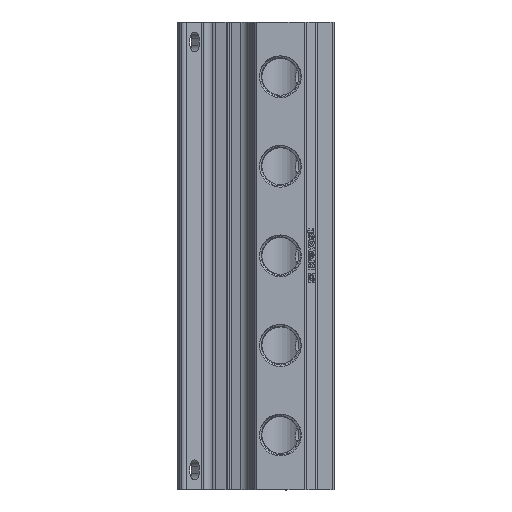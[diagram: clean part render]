
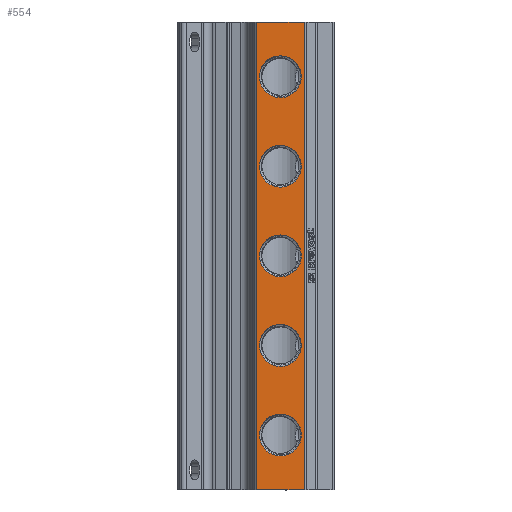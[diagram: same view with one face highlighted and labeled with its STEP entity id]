
A CAD part, top view. The second image highlights one B-rep face of the part: STEP entity #554.
In plain terms, the highlighted planar face has unit normal (0, 0, 1).
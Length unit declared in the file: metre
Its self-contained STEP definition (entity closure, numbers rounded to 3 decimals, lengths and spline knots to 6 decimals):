
#554=ADVANCED_FACE('',(#1259,#1260,#1261,#1262,#1263,#1264),#1265,.T.);
#1259=FACE_OUTER_BOUND('',#15686,.T.);
#1260=FACE_BOUND('',#15687,.T.);
#1261=FACE_BOUND('',#15688,.T.);
#1262=FACE_BOUND('',#15689,.T.);
#1263=FACE_BOUND('',#15690,.T.);
#1264=FACE_BOUND('',#15691,.T.);
#1265=PLANE('',#15692);
#15686=EDGE_LOOP('',(#27691,#27692,#27693,#27694));
#15687=EDGE_LOOP('',(#27695));
#15688=EDGE_LOOP('',(#27696));
#15689=EDGE_LOOP('',(#27697));
#15690=EDGE_LOOP('',(#27698));
#15691=EDGE_LOOP('',(#27699));
#15692=AXIS2_PLACEMENT_3D('',#27700,#27701,#27702);
#27691=ORIENTED_EDGE('',*,*,#29202,.T.);
#27692=ORIENTED_EDGE('',*,*,#28913,.T.);
#27693=ORIENTED_EDGE('',*,*,#29374,.T.);
#27694=ORIENTED_EDGE('',*,*,#29375,.T.);
#27695=ORIENTED_EDGE('',*,*,#28721,.T.);
#27696=ORIENTED_EDGE('',*,*,#29327,.T.);
#27697=ORIENTED_EDGE('',*,*,#29336,.T.);
#27698=ORIENTED_EDGE('',*,*,#29369,.T.);
#27699=ORIENTED_EDGE('',*,*,#28869,.T.);
#27700=CARTESIAN_POINT('',(0.,-0.18,0.005029));
#27701=DIRECTION('',(0.,0.,1.0));
#27702=DIRECTION('',(0.,1.0,0.));
#28721=EDGE_CURVE('',#29669,#29669,#29670,.T.);
#28869=EDGE_CURVE('',#29915,#29915,#29916,.T.);
#28913=EDGE_CURVE('',#29992,#29990,#29993,.T.);
#29202=EDGE_CURVE('',#30476,#29992,#30477,.T.);
#29327=EDGE_CURVE('',#30651,#30651,#30652,.T.);
#29336=EDGE_CURVE('',#30663,#30663,#30664,.T.);
#29369=EDGE_CURVE('',#30706,#30706,#30707,.T.);
#29374=EDGE_CURVE('',#29990,#30714,#30715,.T.);
#29375=EDGE_CURVE('',#30714,#30476,#30716,.T.);
#29669=VERTEX_POINT('',#32447);
#29670=CIRCLE('',#32448,0.0105);
#29915=VERTEX_POINT('',#36633);
#29916=CIRCLE('',#36634,0.0105);
#29990=VERTEX_POINT('',#38184);
#29992=VERTEX_POINT('',#38187);
#29993=LINE('',#38188,#38189);
#30476=VERTEX_POINT('',#41656);
#30477=LINE('',#41657,#41658);
#30651=VERTEX_POINT('',#42812);
#30652=CIRCLE('',#42813,0.0105);
#30663=VERTEX_POINT('',#42993);
#30664=CIRCLE('',#42994,0.0105);
#30706=VERTEX_POINT('',#43797);
#30707=CIRCLE('',#43798,0.0105);
#30714=VERTEX_POINT('',#43847);
#30715=LINE('',#43848,#43849);
#30716=LINE('',#43850,#43851);
#32447=CARTESIAN_POINT('',(0.0105,-0.2075,0.005029));
#32448=AXIS2_PLACEMENT_3D('',#44743,#44744,#44745);
#36633=CARTESIAN_POINT('',(0.0105,-0.0275,0.005029));
#36634=AXIS2_PLACEMENT_3D('',#44855,#44856,#44857);
#38184=CARTESIAN_POINT('',(-0.012,0.,0.005029));
#38187=CARTESIAN_POINT('',(0.012,0.0,0.005029));
#38188=CARTESIAN_POINT('',(0.,0.0,0.005029));
#38189=VECTOR('',#44895,1.0);
#41656=CARTESIAN_POINT('',(0.012,-0.235,0.005029));
#41657=CARTESIAN_POINT('',(0.012,-0.18,0.005029));
#41658=VECTOR('',#45152,1.0);
#42812=CARTESIAN_POINT('',(0.0105,-0.0725,0.005029));
#42813=AXIS2_PLACEMENT_3D('',#45257,#45258,#45259);
#42993=CARTESIAN_POINT('',(0.0105,-0.1175,0.005029));
#42994=AXIS2_PLACEMENT_3D('',#45260,#45261,#45262);
#43797=CARTESIAN_POINT('',(0.0105,-0.1625,0.005029));
#43798=AXIS2_PLACEMENT_3D('',#45277,#45278,#45279);
#43847=CARTESIAN_POINT('',(-0.012,-0.235,0.005029));
#43848=CARTESIAN_POINT('',(-0.012,-0.18,0.005029));
#43849=VECTOR('',#45283,1.0);
#43850=CARTESIAN_POINT('',(0.,-0.235,0.005029));
#43851=VECTOR('',#45284,1.0);
#44743=CARTESIAN_POINT('',(0.,-0.2075,0.005029));
#44744=DIRECTION('',(0.,0.,-1.0));
#44745=DIRECTION('',(1.0,0.,0.));
#44855=CARTESIAN_POINT('',(0.,-0.0275,0.005029));
#44856=DIRECTION('',(0.,0.,-1.0));
#44857=DIRECTION('',(1.0,0.,0.));
#44895=DIRECTION('',(-1.0,0.,0.));
#45152=DIRECTION('',(0.,1.0,0.));
#45257=CARTESIAN_POINT('',(0.,-0.0725,0.005029));
#45258=DIRECTION('',(0.,0.,-1.0));
#45259=DIRECTION('',(1.0,0.,0.));
#45260=CARTESIAN_POINT('',(0.,-0.1175,0.005029));
#45261=DIRECTION('',(0.,0.,-1.0));
#45262=DIRECTION('',(1.0,0.,0.));
#45277=CARTESIAN_POINT('',(0.,-0.1625,0.005029));
#45278=DIRECTION('',(0.,0.,-1.0));
#45279=DIRECTION('',(1.0,0.,0.));
#45283=DIRECTION('',(0.,-1.0,0.));
#45284=DIRECTION('',(1.0,0.,0.));
